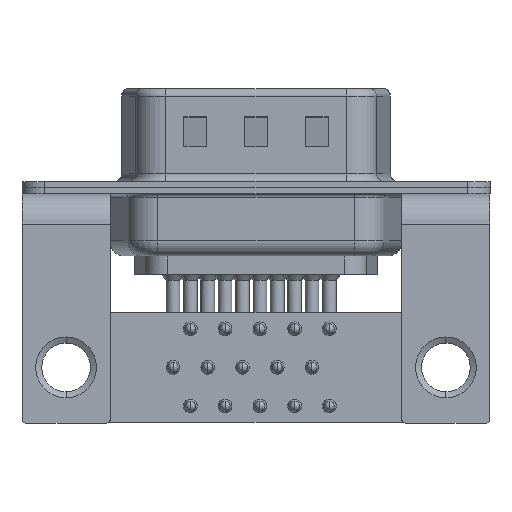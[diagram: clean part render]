
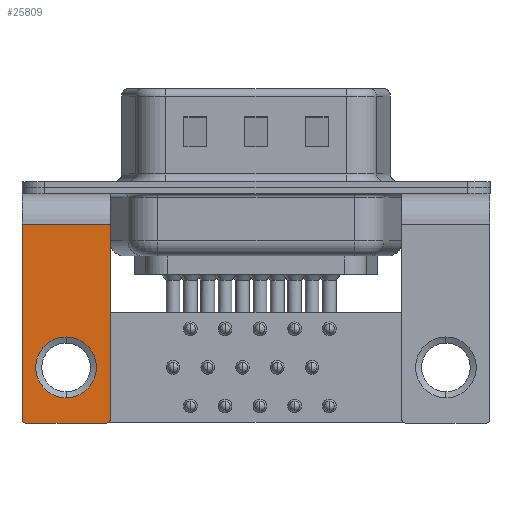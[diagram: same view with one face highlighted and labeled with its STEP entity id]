
A CAD part, front view. The second image highlights one B-rep face of the part: STEP entity #25809.
In plain terms, the highlighted planar face has unit normal (0, -1, 0).
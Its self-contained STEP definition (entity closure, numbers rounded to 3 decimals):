
#422 = VECTOR ( 'NONE', #2935, 1000. ) ;
#1269 = EDGE_CURVE ( 'NONE', #6629, #7881, #5238, .T. ) ;
#1741 = VERTEX_POINT ( 'NONE', #21322 ) ;
#1809 = AXIS2_PLACEMENT_3D ( 'NONE', #14231, #1853, #16244 ) ;
#1853 = DIRECTION ( 'NONE',  ( 0., 1., 0. ) ) ;
#1911 = DIRECTION ( 'NONE',  ( 0., 0., -1. ) ) ;
#2222 = LINE ( 'NONE', #22418, #7747 ) ;
#2666 = CARTESIAN_POINT ( 'NONE',  ( 2.9, -6.25, -2.4 ) ) ;
#2903 = CARTESIAN_POINT ( 'NONE',  ( 0., -6.25, -13.83 ) ) ;
#2935 = DIRECTION ( 'NONE',  ( 0., 0., -1. ) ) ;
#3209 = CIRCLE ( 'NONE', #9175, 0.25 ) ;
#3246 = CIRCLE ( 'NONE', #22204, 2. ) ;
#3485 = CARTESIAN_POINT ( 'NONE',  ( 2.9, -6.25, -2.4 ) ) ;
#3989 = DIRECTION ( 'NONE',  ( 0., 1., 0. ) ) ;
#4113 = VERTEX_POINT ( 'NONE', #2903 ) ;
#4748 = DIRECTION ( 'NONE',  ( 0., 1., 0. ) ) ;
#4883 = CARTESIAN_POINT ( 'NONE',  ( 2.65, -6.25, -15.25 ) ) ;
#5238 = CIRCLE ( 'NONE', #5274, 0.25 ) ;
#5274 = AXIS2_PLACEMENT_3D ( 'NONE', #10213, #22868, #5949 ) ;
#5905 = VERTEX_POINT ( 'NONE', #16640 ) ;
#5932 = LINE ( 'NONE', #3485, #422 ) ;
#5949 = DIRECTION ( 'NONE',  ( 0., 0., 1. ) ) ;
#6056 = ORIENTED_EDGE ( 'NONE', *, *, #1269, .T. ) ;
#6629 = VERTEX_POINT ( 'NONE', #7938 ) ;
#6631 = ORIENTED_EDGE ( 'NONE', *, *, #9884, .T. ) ;
#6985 = DIRECTION ( 'NONE',  ( 0., 0., 1. ) ) ;
#7310 = EDGE_CURVE ( 'NONE', #16177, #5905, #5932, .T. ) ;
#7747 = VECTOR ( 'NONE', #1911, 1000. ) ;
#7881 = VERTEX_POINT ( 'NONE', #19931 ) ;
#7938 = CARTESIAN_POINT ( 'NONE',  ( -2.9, -6.25, -15.25 ) ) ;
#8801 = ORIENTED_EDGE ( 'NONE', *, *, #14347, .T. ) ;
#9175 = AXIS2_PLACEMENT_3D ( 'NONE', #4883, #19316, #6985 ) ;
#9884 = EDGE_CURVE ( 'NONE', #21329, #5905, #3209, .T. ) ;
#10213 = CARTESIAN_POINT ( 'NONE',  ( -2.65, -6.25, -15.25 ) ) ;
#11198 = EDGE_CURVE ( 'NONE', #21329, #7881, #11264, .T. ) ;
#11264 = LINE ( 'NONE', #24881, #16653 ) ;
#12078 = DIRECTION ( 'NONE',  ( -1., 0., 0. ) ) ;
#12232 = ORIENTED_EDGE ( 'NONE', *, *, #7310, .F. ) ;
#12465 = EDGE_LOOP ( 'NONE', ( #8801, #19985 ) ) ;
#14231 = CARTESIAN_POINT ( 'NONE',  ( 0., -6.25, -11.83 ) ) ;
#14347 = EDGE_CURVE ( 'NONE', #4113, #18944, #21094, .T. ) ;
#14624 = DIRECTION ( 'NONE',  ( -1., 0., 0. ) ) ;
#14800 = FACE_OUTER_BOUND ( 'NONE', #18496, .T. ) ;
#14840 = EDGE_CURVE ( 'NONE', #16177, #1741, #21706, .T. ) ;
#15034 = PLANE ( 'NONE',  #21666 ) ;
#15605 = ORIENTED_EDGE ( 'NONE', *, *, #11198, .F. ) ;
#15849 = ORIENTED_EDGE ( 'NONE', *, *, #14840, .T. ) ;
#16177 = VERTEX_POINT ( 'NONE', #18446 ) ;
#16244 = DIRECTION ( 'NONE',  ( 0., 0., 1. ) ) ;
#16314 = CARTESIAN_POINT ( 'NONE',  ( 0., -6.25, -11.83 ) ) ;
#16640 = CARTESIAN_POINT ( 'NONE',  ( 2.9, -6.25, -15.25 ) ) ;
#16653 = VECTOR ( 'NONE', #14624, 1000. ) ;
#18138 = CARTESIAN_POINT ( 'NONE',  ( 0., -6.25, -9.83 ) ) ;
#18405 = DIRECTION ( 'NONE',  ( 0., 0., 1. ) ) ;
#18446 = CARTESIAN_POINT ( 'NONE',  ( 2.9, -6.25, -2.4 ) ) ;
#18496 = EDGE_LOOP ( 'NONE', ( #20889, #6056, #15605, #6631, #12232, #15849 ) ) ;
#18944 = VERTEX_POINT ( 'NONE', #18138 ) ;
#19167 = DIRECTION ( 'NONE',  ( 0., 0., 1. ) ) ;
#19316 = DIRECTION ( 'NONE',  ( 0., -1., 0. ) ) ;
#19611 = FACE_BOUND ( 'NONE', #12465, .T. ) ;
#19931 = CARTESIAN_POINT ( 'NONE',  ( -2.65, -6.25, -15.5 ) ) ;
#19985 = ORIENTED_EDGE ( 'NONE', *, *, #23463, .T. ) ;
#20714 = CARTESIAN_POINT ( 'NONE',  ( 2.65, -6.25, -15.5 ) ) ;
#20889 = ORIENTED_EDGE ( 'NONE', *, *, #25073, .T. ) ;
#21071 = VECTOR ( 'NONE', #12078, 1000. ) ;
#21094 = CIRCLE ( 'NONE', #1809, 2. ) ;
#21322 = CARTESIAN_POINT ( 'NONE',  ( -2.9, -6.25, -2.4 ) ) ;
#21329 = VERTEX_POINT ( 'NONE', #20714 ) ;
#21666 = AXIS2_PLACEMENT_3D ( 'NONE', #2666, #4748, #19167 ) ;
#21706 = LINE ( 'NONE', #26424, #21071 ) ;
#22204 = AXIS2_PLACEMENT_3D ( 'NONE', #16314, #3989, #18405 ) ;
#22418 = CARTESIAN_POINT ( 'NONE',  ( -2.9, -6.25, -2.4 ) ) ;
#22868 = DIRECTION ( 'NONE',  ( 0., -1., 0. ) ) ;
#23463 = EDGE_CURVE ( 'NONE', #18944, #4113, #3246, .T. ) ;
#24881 = CARTESIAN_POINT ( 'NONE',  ( 2.9, -6.25, -15.5 ) ) ;
#25073 = EDGE_CURVE ( 'NONE', #1741, #6629, #2222, .T. ) ;
#25809 = ADVANCED_FACE ( 'NONE', ( #19611, #14800 ), #15034, .F. ) ;
#26424 = CARTESIAN_POINT ( 'NONE',  ( 2.9, -6.25, -2.4 ) ) ;
